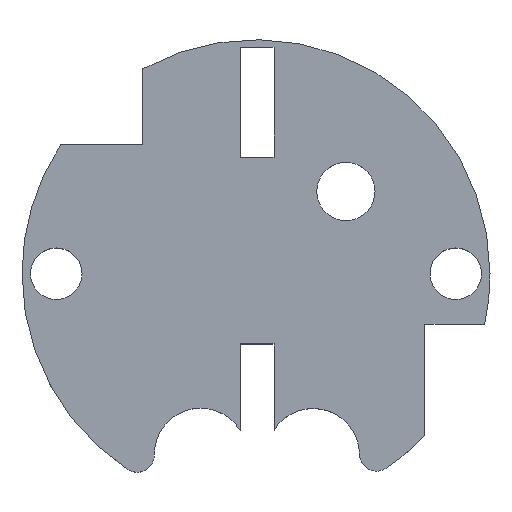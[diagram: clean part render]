
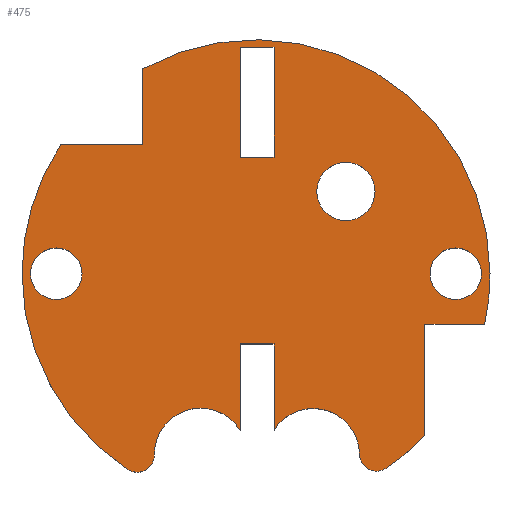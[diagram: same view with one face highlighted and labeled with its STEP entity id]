
A CAD part, top view. The second image highlights one B-rep face of the part: STEP entity #475.
In plain terms, the highlighted planar face has unit normal (0, 0, 1).
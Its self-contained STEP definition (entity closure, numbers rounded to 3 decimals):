
#36=CARTESIAN_POINT('Axis2P3D Location',(14.796,0.,2.)) ;
#40=CARTESIAN_POINT('Vertex',(12.891,0.,2.)) ;
#42=CARTESIAN_POINT('Vertex',(16.701,0.,2.)) ;
#71=CARTESIAN_POINT('Axis2P3D Location',(14.796,0.,2.)) ;
#93=CARTESIAN_POINT('Axis2P3D Location',(-14.796,0.,2.)) ;
#97=CARTESIAN_POINT('Vertex',(-16.701,0.,2.)) ;
#99=CARTESIAN_POINT('Vertex',(-12.891,0.,2.)) ;
#128=CARTESIAN_POINT('Axis2P3D Location',(-14.796,0.,2.)) ;
#150=CARTESIAN_POINT('Line Origine',(0.08,-5.207,2.)) ;
#154=CARTESIAN_POINT('Vertex',(1.334,-5.207,2.)) ;
#156=CARTESIAN_POINT('Vertex',(-1.175,-5.207,2.)) ;
#190=CARTESIAN_POINT('Line Origine',(1.334,12.7,2.)) ;
#194=CARTESIAN_POINT('Vertex',(1.334,8.636,2.)) ;
#196=CARTESIAN_POINT('Vertex',(1.334,16.764,2.)) ;
#230=CARTESIAN_POINT('Line Origine',(0.08,8.636,2.)) ;
#234=CARTESIAN_POINT('Vertex',(-1.175,8.636,2.)) ;
#261=CARTESIAN_POINT('Line Origine',(-1.175,12.7,2.)) ;
#265=CARTESIAN_POINT('Vertex',(-1.175,16.764,2.)) ;
#292=CARTESIAN_POINT('Line Origine',(0.08,16.764,2.)) ;
#309=CARTESIAN_POINT('Axis2P3D Location',(0.,0.,2.)) ;
#314=CARTESIAN_POINT('Axis2P3D Location',(-4.102,-13.389,2.)) ;
#318=CARTESIAN_POINT('Vertex',(-7.531,-13.426,2.)) ;
#320=CARTESIAN_POINT('Vertex',(-7.531,-13.389,2.)) ;
#323=CARTESIAN_POINT('Axis2P3D Location',(-4.102,-13.389,2.)) ;
#327=CARTESIAN_POINT('Vertex',(-1.175,-11.604,2.)) ;
#330=CARTESIAN_POINT('Line Origine',(-1.175,-8.406,2.)) ;
#335=CARTESIAN_POINT('Line Origine',(1.334,-8.398,2.)) ;
#339=CARTESIAN_POINT('Vertex',(1.334,-11.59,2.)) ;
#342=CARTESIAN_POINT('Axis2P3D Location',(4.236,-13.416,2.)) ;
#346=CARTESIAN_POINT('Vertex',(7.664,-13.37,2.)) ;
#349=CARTESIAN_POINT('Axis2P3D Location',(8.934,-13.352,2.)) ;
#353=CARTESIAN_POINT('Vertex',(9.64,-14.408,2.)) ;
#356=CARTESIAN_POINT('Axis2P3D Location',(0.,0.,2.)) ;
#360=CARTESIAN_POINT('Vertex',(12.513,-11.998,2.)) ;
#363=CARTESIAN_POINT('Line Origine',(12.513,-7.865,2.)) ;
#367=CARTESIAN_POINT('Vertex',(12.513,-3.733,2.)) ;
#370=CARTESIAN_POINT('Line Origine',(14.721,-3.733,2.)) ;
#374=CARTESIAN_POINT('Vertex',(16.929,-3.733,2.)) ;
#377=CARTESIAN_POINT('Axis2P3D Location',(0.,0.,2.)) ;
#381=CARTESIAN_POINT('Vertex',(17.336,0.,2.)) ;
#384=CARTESIAN_POINT('Axis2P3D Location',(0.,0.,2.)) ;
#388=CARTESIAN_POINT('Vertex',(-8.385,15.173,2.)) ;
#391=CARTESIAN_POINT('Line Origine',(-8.385,12.362,2.)) ;
#395=CARTESIAN_POINT('Vertex',(-8.385,9.552,2.)) ;
#398=CARTESIAN_POINT('Line Origine',(-11.426,9.552,2.)) ;
#402=CARTESIAN_POINT('Vertex',(-14.466,9.552,2.)) ;
#405=CARTESIAN_POINT('Axis2P3D Location',(0.,0.,2.)) ;
#409=CARTESIAN_POINT('Vertex',(-17.336,0.,2.)) ;
#412=CARTESIAN_POINT('Axis2P3D Location',(0.,0.,2.)) ;
#416=CARTESIAN_POINT('Vertex',(-9.497,-14.503,2.)) ;
#419=CARTESIAN_POINT('Axis2P3D Location',(-8.801,-13.44,2.)) ;
#457=CARTESIAN_POINT('Axis2P3D Location',(6.661,6.093,2.)) ;
#461=CARTESIAN_POINT('Vertex',(8.82,6.093,2.)) ;
#463=CARTESIAN_POINT('Vertex',(4.502,6.093,2.)) ;
#466=CARTESIAN_POINT('Axis2P3D Location',(6.661,6.093,2.)) ;
#152=VECTOR('Line Direction',#151,1.) ;
#192=VECTOR('Line Direction',#191,1.) ;
#232=VECTOR('Line Direction',#231,1.) ;
#263=VECTOR('Line Direction',#262,1.) ;
#294=VECTOR('Line Direction',#293,1.) ;
#332=VECTOR('Line Direction',#331,1.) ;
#337=VECTOR('Line Direction',#336,1.) ;
#365=VECTOR('Line Direction',#364,1.) ;
#372=VECTOR('Line Direction',#371,1.) ;
#393=VECTOR('Line Direction',#392,1.) ;
#400=VECTOR('Line Direction',#399,1.) ;
#37=DIRECTION('Axis2P3D Direction',(0.,0.,1.)) ;
#72=DIRECTION('Axis2P3D Direction',(0.,0.,1.)) ;
#94=DIRECTION('Axis2P3D Direction',(0.,0.,1.)) ;
#129=DIRECTION('Axis2P3D Direction',(0.,0.,1.)) ;
#151=DIRECTION('Vector Direction',(-1.,0.,0.)) ;
#191=DIRECTION('Vector Direction',(0.,-1.,0.)) ;
#231=DIRECTION('Vector Direction',(-1.,0.,0.)) ;
#262=DIRECTION('Vector Direction',(0.,1.,0.)) ;
#293=DIRECTION('Vector Direction',(1.,0.,0.)) ;
#310=DIRECTION('Axis2P3D Direction',(0.,0.,1.)) ;
#311=DIRECTION('Axis2P3D XDirection',(1.,0.,0.)) ;
#315=DIRECTION('Axis2P3D Direction',(0.,0.,1.)) ;
#324=DIRECTION('Axis2P3D Direction',(0.,0.,1.)) ;
#331=DIRECTION('Vector Direction',(0.,1.,0.)) ;
#336=DIRECTION('Vector Direction',(0.,-1.,0.)) ;
#343=DIRECTION('Axis2P3D Direction',(0.,0.,1.)) ;
#350=DIRECTION('Axis2P3D Direction',(0.,0.,1.)) ;
#357=DIRECTION('Axis2P3D Direction',(0.,0.,1.)) ;
#364=DIRECTION('Vector Direction',(0.,1.,0.)) ;
#371=DIRECTION('Vector Direction',(1.,0.,0.)) ;
#378=DIRECTION('Axis2P3D Direction',(0.,0.,1.)) ;
#385=DIRECTION('Axis2P3D Direction',(0.,0.,1.)) ;
#392=DIRECTION('Vector Direction',(0.,-1.,0.)) ;
#399=DIRECTION('Vector Direction',(-1.,0.,0.)) ;
#406=DIRECTION('Axis2P3D Direction',(0.,0.,1.)) ;
#413=DIRECTION('Axis2P3D Direction',(0.,0.,1.)) ;
#420=DIRECTION('Axis2P3D Direction',(0.,0.,1.)) ;
#458=DIRECTION('Axis2P3D Direction',(0.,0.,1.)) ;
#467=DIRECTION('Axis2P3D Direction',(0.,0.,1.)) ;
#38=AXIS2_PLACEMENT_3D('Circle Axis2P3D',#36,#37,$) ;
#73=AXIS2_PLACEMENT_3D('Circle Axis2P3D',#71,#72,$) ;
#95=AXIS2_PLACEMENT_3D('Circle Axis2P3D',#93,#94,$) ;
#130=AXIS2_PLACEMENT_3D('Circle Axis2P3D',#128,#129,$) ;
#312=AXIS2_PLACEMENT_3D('Plane Axis2P3D',#309,#310,#311) ;
#316=AXIS2_PLACEMENT_3D('Circle Axis2P3D',#314,#315,$) ;
#325=AXIS2_PLACEMENT_3D('Circle Axis2P3D',#323,#324,$) ;
#344=AXIS2_PLACEMENT_3D('Circle Axis2P3D',#342,#343,$) ;
#351=AXIS2_PLACEMENT_3D('Circle Axis2P3D',#349,#350,$) ;
#358=AXIS2_PLACEMENT_3D('Circle Axis2P3D',#356,#357,$) ;
#379=AXIS2_PLACEMENT_3D('Circle Axis2P3D',#377,#378,$) ;
#386=AXIS2_PLACEMENT_3D('Circle Axis2P3D',#384,#385,$) ;
#407=AXIS2_PLACEMENT_3D('Circle Axis2P3D',#405,#406,$) ;
#414=AXIS2_PLACEMENT_3D('Circle Axis2P3D',#412,#413,$) ;
#421=AXIS2_PLACEMENT_3D('Circle Axis2P3D',#419,#420,$) ;
#459=AXIS2_PLACEMENT_3D('Circle Axis2P3D',#457,#458,$) ;
#468=AXIS2_PLACEMENT_3D('Circle Axis2P3D',#466,#467,$) ;
#153=LINE('Line',#150,#152) ;
#193=LINE('Line',#190,#192) ;
#233=LINE('Line',#230,#232) ;
#264=LINE('Line',#261,#263) ;
#295=LINE('Line',#292,#294) ;
#333=LINE('Line',#330,#332) ;
#338=LINE('Line',#335,#337) ;
#366=LINE('Line',#363,#365) ;
#373=LINE('Line',#370,#372) ;
#394=LINE('Line',#391,#393) ;
#401=LINE('Line',#398,#400) ;
#39=CIRCLE('generated circle',#38,1.905) ;
#74=CIRCLE('generated circle',#73,1.905) ;
#96=CIRCLE('generated circle',#95,1.905) ;
#131=CIRCLE('generated circle',#130,1.905) ;
#317=CIRCLE('generated circle',#316,3.429) ;
#326=CIRCLE('generated circle',#325,3.429) ;
#345=CIRCLE('generated circle',#344,3.429) ;
#352=CIRCLE('generated circle',#351,1.27) ;
#359=CIRCLE('generated circle',#358,17.336) ;
#380=CIRCLE('generated circle',#379,17.336) ;
#387=CIRCLE('generated circle',#386,17.336) ;
#408=CIRCLE('generated circle',#407,17.336) ;
#415=CIRCLE('generated circle',#414,17.336) ;
#422=CIRCLE('generated circle',#421,1.27) ;
#460=CIRCLE('generated circle',#459,2.159) ;
#469=CIRCLE('generated circle',#468,2.159) ;
#313=PLANE('',#312) ;
#446=FACE_BOUND('',#443,.T.) ;
#450=FACE_BOUND('',#447,.T.) ;
#456=FACE_BOUND('',#451,.T.) ;
#474=FACE_BOUND('',#471,.T.) ;
#44=EDGE_CURVE('',#41,#43,#39,.T.) ;
#75=EDGE_CURVE('',#43,#41,#74,.T.) ;
#101=EDGE_CURVE('',#98,#100,#96,.T.) ;
#132=EDGE_CURVE('',#100,#98,#131,.T.) ;
#158=EDGE_CURVE('',#155,#157,#153,.T.) ;
#198=EDGE_CURVE('',#195,#197,#193,.F.) ;
#236=EDGE_CURVE('',#235,#195,#233,.F.) ;
#267=EDGE_CURVE('',#266,#235,#264,.F.) ;
#296=EDGE_CURVE('',#197,#266,#295,.F.) ;
#322=EDGE_CURVE('',#319,#321,#317,.F.) ;
#329=EDGE_CURVE('',#321,#328,#326,.F.) ;
#334=EDGE_CURVE('',#157,#328,#333,.F.) ;
#341=EDGE_CURVE('',#340,#155,#338,.F.) ;
#348=EDGE_CURVE('',#340,#347,#345,.F.) ;
#355=EDGE_CURVE('',#354,#347,#352,.F.) ;
#362=EDGE_CURVE('',#354,#361,#359,.T.) ;
#369=EDGE_CURVE('',#361,#368,#366,.T.) ;
#376=EDGE_CURVE('',#368,#375,#373,.T.) ;
#383=EDGE_CURVE('',#375,#382,#380,.T.) ;
#390=EDGE_CURVE('',#382,#389,#387,.T.) ;
#397=EDGE_CURVE('',#389,#396,#394,.T.) ;
#404=EDGE_CURVE('',#396,#403,#401,.T.) ;
#411=EDGE_CURVE('',#403,#410,#408,.T.) ;
#418=EDGE_CURVE('',#410,#417,#415,.T.) ;
#423=EDGE_CURVE('',#319,#417,#422,.F.) ;
#465=EDGE_CURVE('',#462,#464,#460,.F.) ;
#470=EDGE_CURVE('',#464,#462,#469,.F.) ;
#425=ORIENTED_EDGE('',*,*,#322,.T.) ;
#426=ORIENTED_EDGE('',*,*,#329,.T.) ;
#427=ORIENTED_EDGE('',*,*,#334,.F.) ;
#428=ORIENTED_EDGE('',*,*,#158,.F.) ;
#429=ORIENTED_EDGE('',*,*,#341,.F.) ;
#430=ORIENTED_EDGE('',*,*,#348,.T.) ;
#431=ORIENTED_EDGE('',*,*,#355,.F.) ;
#432=ORIENTED_EDGE('',*,*,#362,.T.) ;
#433=ORIENTED_EDGE('',*,*,#369,.T.) ;
#434=ORIENTED_EDGE('',*,*,#376,.T.) ;
#435=ORIENTED_EDGE('',*,*,#383,.T.) ;
#436=ORIENTED_EDGE('',*,*,#390,.T.) ;
#437=ORIENTED_EDGE('',*,*,#397,.T.) ;
#438=ORIENTED_EDGE('',*,*,#404,.T.) ;
#439=ORIENTED_EDGE('',*,*,#411,.T.) ;
#440=ORIENTED_EDGE('',*,*,#418,.T.) ;
#441=ORIENTED_EDGE('',*,*,#423,.F.) ;
#444=ORIENTED_EDGE('',*,*,#44,.F.) ;
#445=ORIENTED_EDGE('',*,*,#75,.F.) ;
#448=ORIENTED_EDGE('',*,*,#101,.F.) ;
#449=ORIENTED_EDGE('',*,*,#132,.F.) ;
#452=ORIENTED_EDGE('',*,*,#198,.F.) ;
#453=ORIENTED_EDGE('',*,*,#236,.F.) ;
#454=ORIENTED_EDGE('',*,*,#267,.F.) ;
#455=ORIENTED_EDGE('',*,*,#296,.F.) ;
#472=ORIENTED_EDGE('',*,*,#465,.T.) ;
#473=ORIENTED_EDGE('',*,*,#470,.T.) ;
#424=EDGE_LOOP('',(#425,#426,#427,#428,#429,#430,#431,#432,#433,#434,#435,#436,#437,#438,#439,#440,#441)) ;
#443=EDGE_LOOP('',(#444,#445)) ;
#447=EDGE_LOOP('',(#448,#449)) ;
#451=EDGE_LOOP('',(#452,#453,#454,#455)) ;
#471=EDGE_LOOP('',(#472,#473)) ;
#41=VERTEX_POINT('',#40) ;
#43=VERTEX_POINT('',#42) ;
#98=VERTEX_POINT('',#97) ;
#100=VERTEX_POINT('',#99) ;
#155=VERTEX_POINT('',#154) ;
#157=VERTEX_POINT('',#156) ;
#195=VERTEX_POINT('',#194) ;
#197=VERTEX_POINT('',#196) ;
#235=VERTEX_POINT('',#234) ;
#266=VERTEX_POINT('',#265) ;
#319=VERTEX_POINT('',#318) ;
#321=VERTEX_POINT('',#320) ;
#328=VERTEX_POINT('',#327) ;
#340=VERTEX_POINT('',#339) ;
#347=VERTEX_POINT('',#346) ;
#354=VERTEX_POINT('',#353) ;
#361=VERTEX_POINT('',#360) ;
#368=VERTEX_POINT('',#367) ;
#375=VERTEX_POINT('',#374) ;
#382=VERTEX_POINT('',#381) ;
#389=VERTEX_POINT('',#388) ;
#396=VERTEX_POINT('',#395) ;
#403=VERTEX_POINT('',#402) ;
#410=VERTEX_POINT('',#409) ;
#417=VERTEX_POINT('',#416) ;
#462=VERTEX_POINT('',#461) ;
#464=VERTEX_POINT('',#463) ;
#475=ADVANCED_FACE('PartBody',(#442,#446,#450,#456,#474),#313,.T.) ;
#442=FACE_OUTER_BOUND('',#424,.T.) ;
